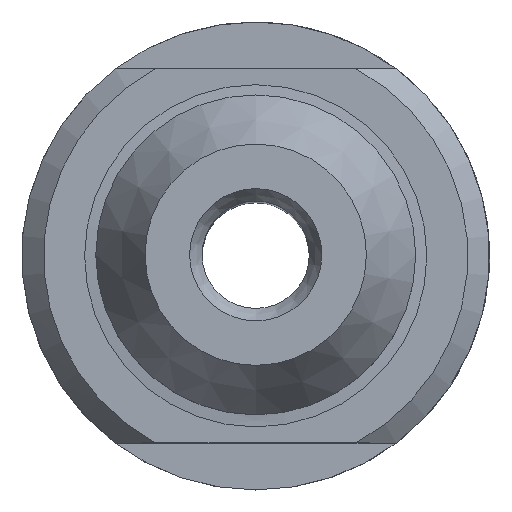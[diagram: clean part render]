
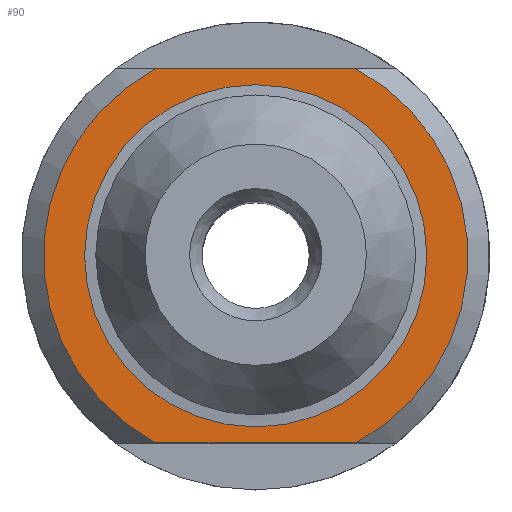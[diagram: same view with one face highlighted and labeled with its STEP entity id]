
A CAD part, top view. The second image highlights one B-rep face of the part: STEP entity #90.
In plain terms, the highlighted planar face has unit normal (0, 0, 1).
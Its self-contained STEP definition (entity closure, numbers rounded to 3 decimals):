
#40=PLANE('',#479);
#48=LINE('',#702,#56);
#52=LINE('',#714,#60);
#56=VECTOR('',#557,1.);
#60=VECTOR('',#563,1.);
#90=ADVANCED_FACE('',(#131,#132),#40,.T.);
#131=FACE_BOUND('',#185,.T.);
#132=FACE_BOUND('',#186,.T.);
#185=EDGE_LOOP('',(#251,#252,#253,#254));
#186=EDGE_LOOP('',(#255));
#251=ORIENTED_EDGE('',*,*,#363,.F.);
#252=ORIENTED_EDGE('',*,*,#371,.T.);
#253=ORIENTED_EDGE('',*,*,#372,.F.);
#254=ORIENTED_EDGE('',*,*,#366,.T.);
#255=ORIENTED_EDGE('',*,*,#373,.F.);
#326=VERTEX_POINT('',#693);
#327=VERTEX_POINT('',#695);
#329=VERTEX_POINT('',#703);
#333=VERTEX_POINT('',#715);
#334=VERTEX_POINT('',#718);
#363=EDGE_CURVE('',#326,#327,#405,.T.);
#366=EDGE_CURVE('',#329,#327,#48,.T.);
#371=EDGE_CURVE('',#326,#333,#52,.T.);
#372=EDGE_CURVE('',#329,#333,#407,.T.);
#373=EDGE_CURVE('',#334,#334,#408,.T.);
#405=CIRCLE('',#473,9.906);
#407=CIRCLE('',#477,9.906);
#408=CIRCLE('',#478,7.988);
#473=AXIS2_PLACEMENT_3D('',#694,#551,#552);
#477=AXIS2_PLACEMENT_3D('',#716,#564,#565);
#478=AXIS2_PLACEMENT_3D('',#717,#566,#567);
#479=AXIS2_PLACEMENT_3D('',#719,#568,#569);
#551=DIRECTION('',(0.,0.,-1.));
#552=DIRECTION('',(0.,-1.,0.));
#557=DIRECTION('',(-1.,0.,0.));
#563=DIRECTION('',(1.,0.,0.));
#564=DIRECTION('',(0.,0.,-1.));
#565=DIRECTION('',(0.,-1.,0.));
#566=DIRECTION('',(0.,0.,1.));
#567=DIRECTION('',(0.,1.,0.));
#568=DIRECTION('',(0.,0.,1.));
#569=DIRECTION('',(1.,0.,0.));
#693=CARTESIAN_POINT('',(-4.667,-8.738,5.944));
#694=CARTESIAN_POINT('',(0.,0.,5.944));
#695=CARTESIAN_POINT('',(-4.667,8.738,5.944));
#702=CARTESIAN_POINT('',(-5.428,8.738,5.944));
#703=CARTESIAN_POINT('',(4.667,8.738,5.944));
#714=CARTESIAN_POINT('',(5.773,-8.738,5.944));
#715=CARTESIAN_POINT('',(4.667,-8.738,5.944));
#716=CARTESIAN_POINT('',(0.,0.,5.944));
#717=CARTESIAN_POINT('',(0.,0.,5.944));
#718=CARTESIAN_POINT('',(0.,-7.988,5.944));
#719=CARTESIAN_POINT('',(0.,-7.944,5.944));
